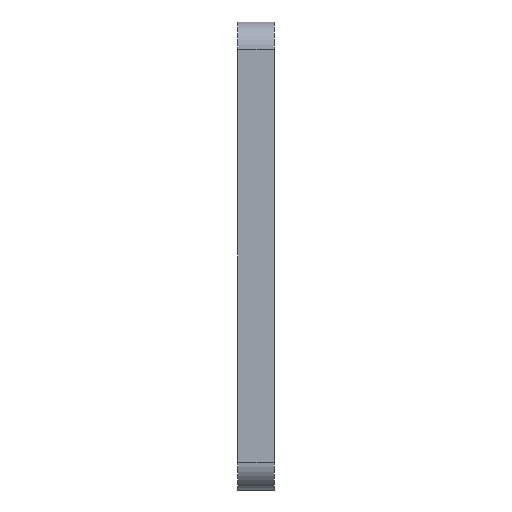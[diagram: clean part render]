
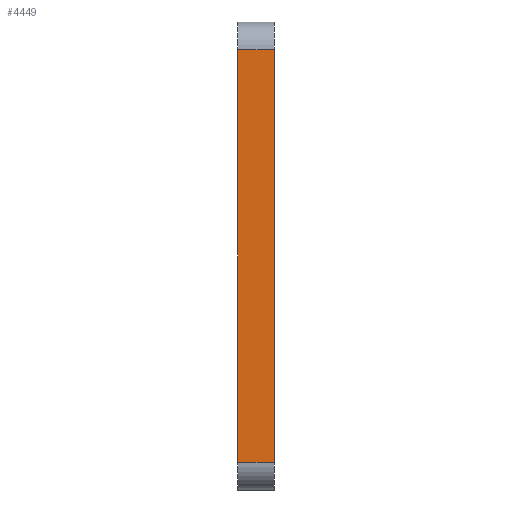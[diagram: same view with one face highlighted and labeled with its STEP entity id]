
A CAD part, left-side view. The second image highlights one B-rep face of the part: STEP entity #4449.
In plain terms, the highlighted planar face has unit normal (-1, 0, 0).
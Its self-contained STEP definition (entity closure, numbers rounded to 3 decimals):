
#1148 = CARTESIAN_POINT ( 'NONE',  ( -25.5, 0., 22.5 ) ) ;
#1480 = EDGE_LOOP ( 'NONE', ( #8110, #7063, #4911, #13734 ) ) ;
#1786 = LINE ( 'NONE', #10684, #2410 ) ;
#2410 = VECTOR ( 'NONE', #16128, 1000. ) ;
#2496 = EDGE_CURVE ( 'NONE', #15932, #16842, #8534, .T. ) ;
#2675 = LINE ( 'NONE', #6455, #8345 ) ;
#3048 = DIRECTION ( 'NONE',  ( 0., 0., 1. ) ) ;
#3978 = PLANE ( 'NONE',  #5683 ) ;
#4259 = CARTESIAN_POINT ( 'NONE',  ( -25.5, 0., -25.5 ) ) ;
#4348 = CARTESIAN_POINT ( 'NONE',  ( -25.5, 4., 22.5 ) ) ;
#4449 = ADVANCED_FACE ( 'NONE', ( #17327 ), #3978, .F. ) ;
#4911 = ORIENTED_EDGE ( 'NONE', *, *, #2496, .F. ) ;
#5199 = DIRECTION ( 'NONE',  ( 0., -1., 0. ) ) ;
#5683 = AXIS2_PLACEMENT_3D ( 'NONE', #15923, #11876, #7937 ) ;
#6415 = VECTOR ( 'NONE', #13484, 1000. ) ;
#6455 = CARTESIAN_POINT ( 'NONE',  ( -25.5, 4., -22.5 ) ) ;
#7063 = ORIENTED_EDGE ( 'NONE', *, *, #8384, .T. ) ;
#7808 = CARTESIAN_POINT ( 'NONE',  ( -25.5, 4., -22.5 ) ) ;
#7937 = DIRECTION ( 'NONE',  ( 0., 0., -1. ) ) ;
#8110 = ORIENTED_EDGE ( 'NONE', *, *, #14474, .T. ) ;
#8345 = VECTOR ( 'NONE', #5199, 1000. ) ;
#8384 = EDGE_CURVE ( 'NONE', #10785, #16842, #1786, .T. ) ;
#8534 = LINE ( 'NONE', #15620, #6415 ) ;
#9542 = CARTESIAN_POINT ( 'NONE',  ( -25.5, 0., -22.5 ) ) ;
#10684 = CARTESIAN_POINT ( 'NONE',  ( -25.5, 4., 22.5 ) ) ;
#10785 = VERTEX_POINT ( 'NONE', #1148 ) ;
#10867 = EDGE_CURVE ( 'NONE', #15932, #17243, #2675, .T. ) ;
#11460 = VECTOR ( 'NONE', #3048, 1000. ) ;
#11876 = DIRECTION ( 'NONE',  ( 1., 0., 0. ) ) ;
#13484 = DIRECTION ( 'NONE',  ( 0., 0., 1. ) ) ;
#13734 = ORIENTED_EDGE ( 'NONE', *, *, #10867, .T. ) ;
#14474 = EDGE_CURVE ( 'NONE', #17243, #10785, #15002, .T. ) ;
#15002 = LINE ( 'NONE', #4259, #11460 ) ;
#15620 = CARTESIAN_POINT ( 'NONE',  ( -25.5, 4., -25.5 ) ) ;
#15923 = CARTESIAN_POINT ( 'NONE',  ( -25.5, 4., -25.5 ) ) ;
#15932 = VERTEX_POINT ( 'NONE', #7808 ) ;
#16128 = DIRECTION ( 'NONE',  ( 0., 1., 0. ) ) ;
#16842 = VERTEX_POINT ( 'NONE', #4348 ) ;
#17243 = VERTEX_POINT ( 'NONE', #9542 ) ;
#17327 = FACE_OUTER_BOUND ( 'NONE', #1480, .T. ) ;
